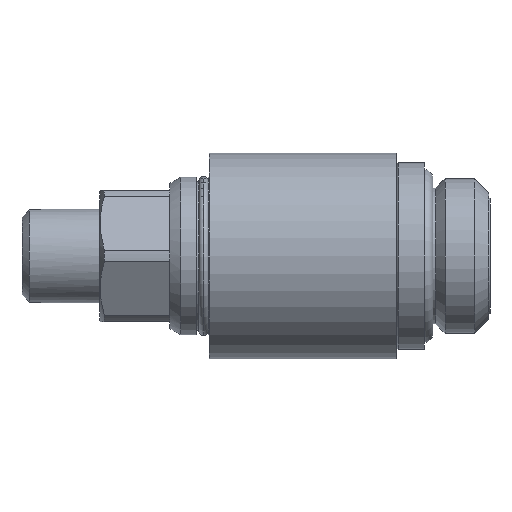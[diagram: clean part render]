
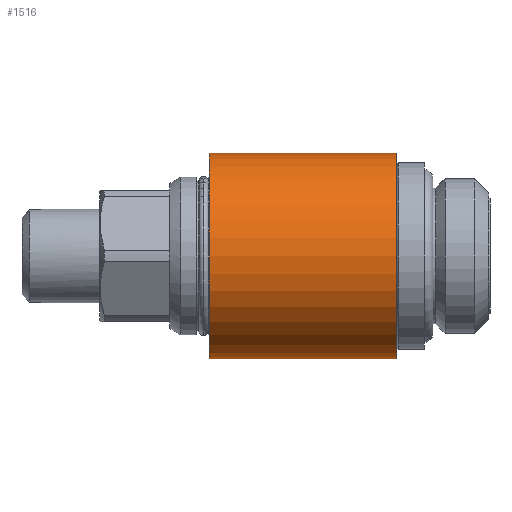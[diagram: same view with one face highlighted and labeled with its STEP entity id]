
A CAD part, left-side view. The second image highlights one B-rep face of the part: STEP entity #1516.
In plain terms, the highlighted cylindrical face has radius 11 mm (diameter 22 mm), a partial arc.
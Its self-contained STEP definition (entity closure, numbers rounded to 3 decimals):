
#463 = CARTESIAN_POINT ( 'NONE',  ( 0., 30.3, -11. ) ) ;
#464 = DIRECTION ( 'NONE',  ( 0., 1., 0. ) ) ;
#465 = VECTOR ( 'NONE', #464, 1000. ) ;
#466 = CARTESIAN_POINT ( 'NONE',  ( 0., 33.886, 11. ) ) ;
#500 = LINE ( 'NONE', #466, #465 ) ;
#680 = CARTESIAN_POINT ( 'NONE',  ( 0., 30.3, 11. ) ) ;
#691 = DIRECTION ( 'NONE',  ( 0., 1., 0. ) ) ;
#695 = LINE ( 'NONE', #727, #740 ) ;
#727 = CARTESIAN_POINT ( 'NONE',  ( 0., 33.886, -11. ) ) ;
#740 = VECTOR ( 'NONE', #691, 1000. ) ;
#1374 = DIRECTION ( 'NONE',  ( 0., 0., 1. ) ) ;
#1375 = DIRECTION ( 'NONE',  ( 0., 1., 0. ) ) ;
#1376 = CARTESIAN_POINT ( 'NONE',  ( 0., 10.3, 0. ) ) ;
#1377 = AXIS2_PLACEMENT_3D ( 'NONE', #1376, #1375, #1374 ) ;
#1378 = CIRCLE ( 'NONE', #1377, 11. ) ;
#1516 = ADVANCED_FACE ( 'NONE', ( #2089 ), #2093, .T. ) ;
#1524 = EDGE_LOOP ( 'NONE', ( #2393, #2394, #1532, #1533 ) ) ;
#1532 = ORIENTED_EDGE ( 'NONE', *, *, #3645, .T. ) ;
#1533 = ORIENTED_EDGE ( 'NONE', *, *, #1537, .T. ) ;
#1537 = EDGE_CURVE ( 'NONE', #3686, #3643, #2123, .T. ) ;
#2087 = CARTESIAN_POINT ( 'NONE',  ( 0., 33.886, 0. ) ) ;
#2088 = AXIS2_PLACEMENT_3D ( 'NONE', #2087, #2092, #2091 ) ;
#2089 = FACE_OUTER_BOUND ( 'NONE', #1524, .T. ) ;
#2091 = DIRECTION ( 'NONE',  ( 0., 0., 1. ) ) ;
#2092 = DIRECTION ( 'NONE',  ( 0., 1., 0. ) ) ;
#2093 = CYLINDRICAL_SURFACE ( 'NONE', #2088, 11. ) ;
#2121 = DIRECTION ( 'NONE',  ( 0., 0., -1. ) ) ;
#2122 = AXIS2_PLACEMENT_3D ( 'NONE', #2133, #2132, #2121 ) ;
#2123 = CIRCLE ( 'NONE', #2122, 11. ) ;
#2132 = DIRECTION ( 'NONE',  ( 0., -1., 0. ) ) ;
#2133 = CARTESIAN_POINT ( 'NONE',  ( 0., 30.3, 0. ) ) ;
#2393 = ORIENTED_EDGE ( 'NONE', *, *, #3687, .F. ) ;
#2394 = ORIENTED_EDGE ( 'NONE', *, *, #2395, .T. ) ;
#2395 = EDGE_CURVE ( 'NONE', #3532, #3507, #1378, .T. ) ;
#2918 = CARTESIAN_POINT ( 'NONE',  ( 0., 10.3, 11. ) ) ;
#3068 = CARTESIAN_POINT ( 'NONE',  ( 0., 10.3, -11. ) ) ;
#3507 = VERTEX_POINT ( 'NONE', #2918 ) ;
#3532 = VERTEX_POINT ( 'NONE', #3068 ) ;
#3643 = VERTEX_POINT ( 'NONE', #463 ) ;
#3645 = EDGE_CURVE ( 'NONE', #3507, #3686, #500, .T. ) ;
#3686 = VERTEX_POINT ( 'NONE', #680 ) ;
#3687 = EDGE_CURVE ( 'NONE', #3532, #3643, #695, .T. ) ;
